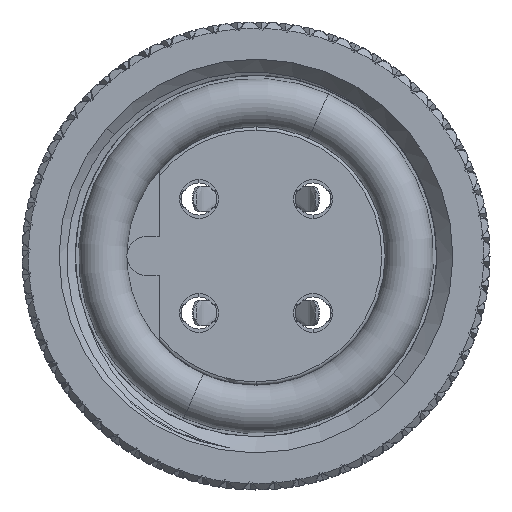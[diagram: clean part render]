
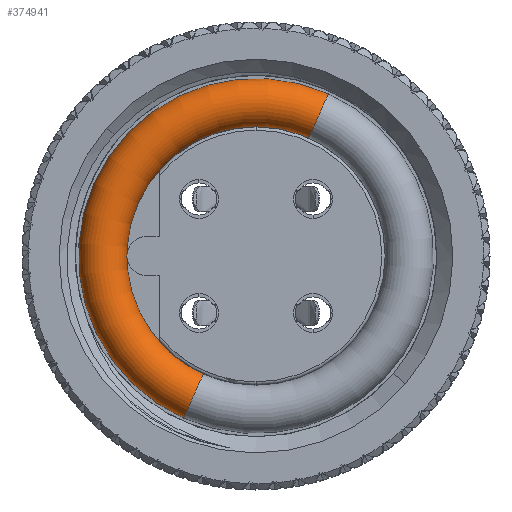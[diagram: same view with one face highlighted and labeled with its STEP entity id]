
A CAD part, left-side view. The second image highlights one B-rep face of the part: STEP entity #374941.
In plain terms, the highlighted toroidal (fillet/blend) face has major radius 4.75 mm and minor radius 0.75 mm.
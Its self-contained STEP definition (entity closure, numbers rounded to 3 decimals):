
#5467 = ORIENTED_EDGE ( 'NONE', *, *, #249253, .T. ) ;
#17954 = CARTESIAN_POINT ( 'NONE',  ( 0., 0., 0. ) ) ;
#45963 = EDGE_CURVE ( 'NONE', #181737, #372802, #468149, .T. ) ;
#47829 = EDGE_CURVE ( 'NONE', #181737, #83359, #257406, .T. ) ;
#83359 = VERTEX_POINT ( 'NONE', #278885 ) ;
#96468 = AXIS2_PLACEMENT_3D ( 'NONE', #17954, #279361, #428487 ) ;
#97293 = CARTESIAN_POINT ( 'NONE',  ( 0., 0., 0. ) ) ;
#107636 = DIRECTION ( 'NONE',  ( 0., 0., 1. ) ) ;
#119827 = CIRCLE ( 'NONE', #96468, 4. ) ;
#137092 = DIRECTION ( 'NONE',  ( 0., -1., 0. ) ) ;
#150656 = ORIENTED_EDGE ( 'NONE', *, *, #45963, .T. ) ;
#155910 = AXIS2_PLACEMENT_3D ( 'NONE', #97293, #365967, #395422 ) ;
#158739 = CARTESIAN_POINT ( 'NONE',  ( 0., 0., 5.5 ) ) ;
#172127 = AXIS2_PLACEMENT_3D ( 'NONE', #473514, #392920, #290148 ) ;
#179856 = EDGE_CURVE ( 'NONE', #83359, #335078, #119827, .T. ) ;
#181737 = VERTEX_POINT ( 'NONE', #158739 ) ;
#190175 = CIRCLE ( 'NONE', #229248, 0.75 ) ;
#229248 = AXIS2_PLACEMENT_3D ( 'NONE', #259131, #440066, #107636 ) ;
#249253 = EDGE_CURVE ( 'NONE', #372802, #335078, #190175, .T. ) ;
#257406 = CIRCLE ( 'NONE', #476201, 0.75 ) ;
#259131 = CARTESIAN_POINT ( 'NONE',  ( 0., 0., -4.75 ) ) ;
#276345 = CARTESIAN_POINT ( 'NONE',  ( 0., 0., -4. ) ) ;
#278885 = CARTESIAN_POINT ( 'NONE',  ( 0., 0., 4. ) ) ;
#279361 = DIRECTION ( 'NONE',  ( -1., 0., 0. ) ) ;
#288588 = DIRECTION ( 'NONE',  ( 0., 0., -1. ) ) ;
#290148 = DIRECTION ( 'NONE',  ( 0., 0., 1. ) ) ;
#297526 = CARTESIAN_POINT ( 'NONE',  ( 0., 0., -5.5 ) ) ;
#311566 = ORIENTED_EDGE ( 'NONE', *, *, #179856, .F. ) ;
#335078 = VERTEX_POINT ( 'NONE', #276345 ) ;
#365967 = DIRECTION ( 'NONE',  ( -1., 0., 0. ) ) ;
#372802 = VERTEX_POINT ( 'NONE', #297526 ) ;
#373514 = ORIENTED_EDGE ( 'NONE', *, *, #47829, .F. ) ;
#374941 = ADVANCED_FACE ( 'NONE', ( #400164 ), #476398, .T. ) ;
#392920 = DIRECTION ( 'NONE',  ( -1., 0., 0. ) ) ;
#395422 = DIRECTION ( 'NONE',  ( 0., -1., 0. ) ) ;
#400164 = FACE_OUTER_BOUND ( 'NONE', #430192, .T. ) ;
#428487 = DIRECTION ( 'NONE',  ( 0., -1., 0. ) ) ;
#430192 = EDGE_LOOP ( 'NONE', ( #373514, #150656, #5467, #311566 ) ) ;
#440066 = DIRECTION ( 'NONE',  ( 0., 1., 0. ) ) ;
#468149 = CIRCLE ( 'NONE', #155910, 5.5 ) ;
#469532 = CARTESIAN_POINT ( 'NONE',  ( 0., 0., 4.75 ) ) ;
#473514 = CARTESIAN_POINT ( 'NONE',  ( 0., 0., 0. ) ) ;
#476201 = AXIS2_PLACEMENT_3D ( 'NONE', #469532, #137092, #288588 ) ;
#476398 = TOROIDAL_SURFACE ( 'NONE', #172127, 4.75, 0.75 ) ;
